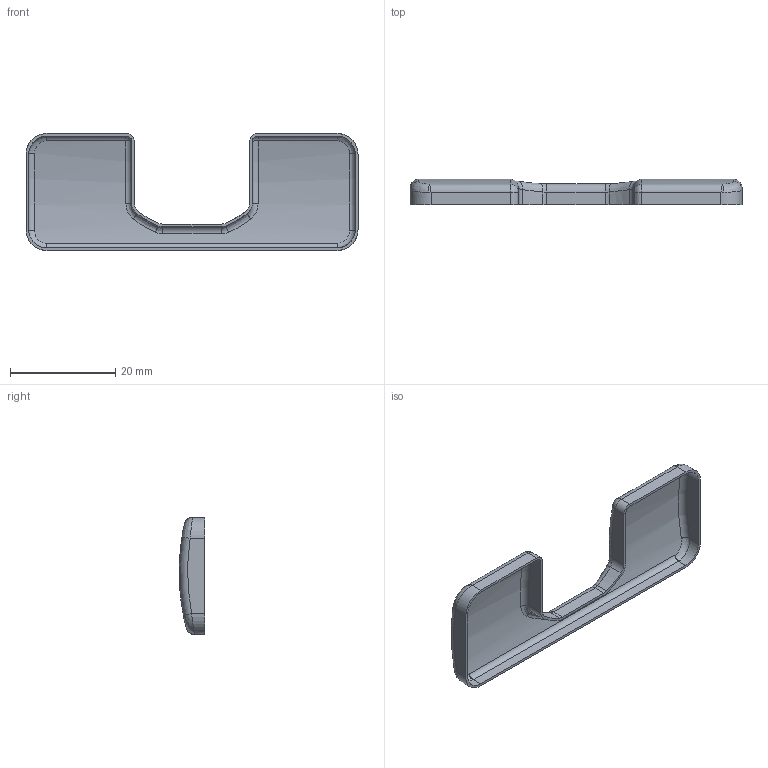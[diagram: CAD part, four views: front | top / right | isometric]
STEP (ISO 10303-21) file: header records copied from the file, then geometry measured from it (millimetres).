
FILE_DESCRIPTION (( 'STEP AP214' ), '1' );
FILE_NAME ('F000053_3D.step', '2022-06-06T12:17:34', ( '' ), ( '' ), 'SwSTEP 2.0', 'SolidWorks 2020', '' );
FILE_SCHEMA (( 'AUTOMOTIVE_DESIGN' ));
Length unit declared in the file: millimetre
Products named in the file (1): F000053_3D
Bounding box: 63.2 x 4.87 x 22.3 mm (x, y, z)
Volume: 804.3 mm3; surface area: 3308 mm2
Topology: 1 solids, 1 shells, 91 faces, 224 edges, 128 vertices
Faces by surface type: cylinder 34, bspline 28, plane 17, torus 12
Entity records: 3668 total; most frequent: CARTESIAN_POINT 1700, ORIENTED_EDGE 432, DIRECTION 376, EDGE_CURVE 216, AXIS2_PLACEMENT_3D 152, VERTEX_POINT 128, EDGE_LOOP 92, ADVANCED_FACE 91
